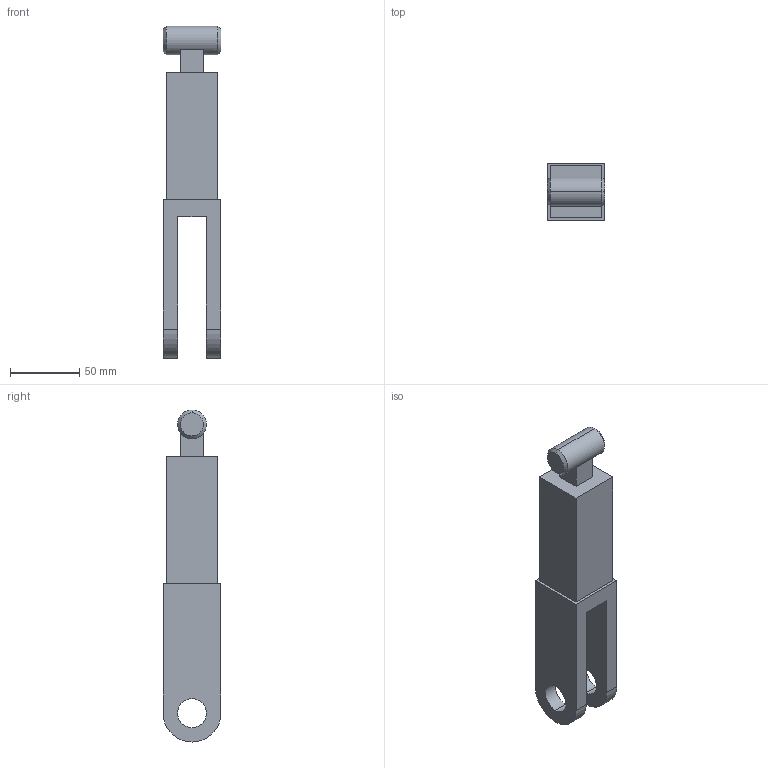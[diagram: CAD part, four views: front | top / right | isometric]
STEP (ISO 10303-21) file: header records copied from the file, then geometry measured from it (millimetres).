
FILE_DESCRIPTION (( 'STEP AP203' ), '1' );
FILE_NAME ('并联模块RRS-RR杆_ver2_默认_sldprt.STEP', '2023-05-19T02:59:56', ( '' ), ( '' ), 'SwSTEP 2.0', 'SolidWorks 2018', '' );
FILE_SCHEMA (( 'CONFIG_CONTROL_DESIGN' ));
Length unit declared in the file: millimetre
Products named in the file (1): 并联模块RRS-RR杆_ver2_默认_sldprt
Bounding box: 41.6 x 41.6 x 239.2 mm (x, y, z)
Volume: 244819.1 mm3; surface area: 42969.5 mm2
Topology: 1 solids, 1 shells, 33 faces, 83 edges, 54 vertices
Faces by surface type: plane 19, cylinder 10, cone 4
Entity records: 1078 total; most frequent: DIRECTION 179, CARTESIAN_POINT 171, ORIENTED_EDGE 166, EDGE_CURVE 83, AXIS2_PLACEMENT_3D 62, LINE 55, VECTOR 55, VERTEX_POINT 54
